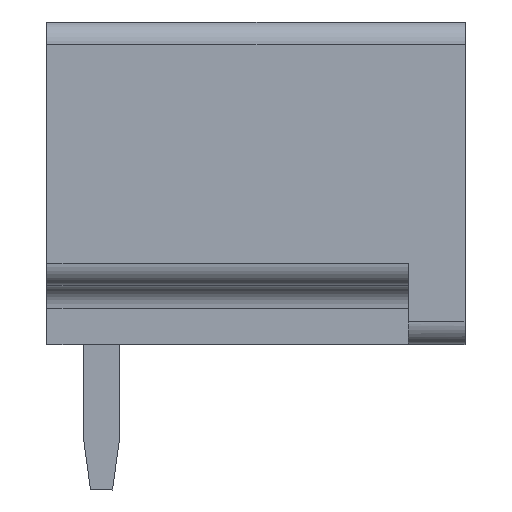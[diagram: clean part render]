
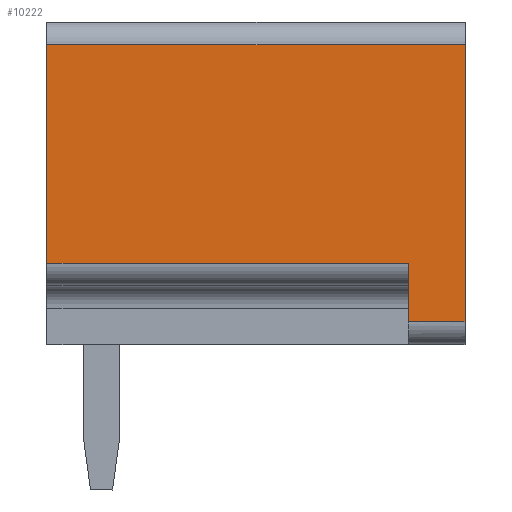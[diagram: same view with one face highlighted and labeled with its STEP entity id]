
A CAD part, left-side view. The second image highlights one B-rep face of the part: STEP entity #10222.
In plain terms, the highlighted planar face has unit normal (-1, 0, 0).
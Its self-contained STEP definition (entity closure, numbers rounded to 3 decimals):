
#10186=AXIS2_PLACEMENT_3D('Plane Axis2P3D',#10183,#10184,#10185) ;
#70=CARTESIAN_POINT('Vertex',(0.,0.,9.8)) ;
#73=CARTESIAN_POINT('Line Origine',(0.,0.,6.75)) ;
#77=CARTESIAN_POINT('Vertex',(0.,0.,3.7)) ;
#10168=CARTESIAN_POINT('Vertex',(0.,9.2,9.8)) ;
#10171=CARTESIAN_POINT('Line Origine',(0.,4.6,9.8)) ;
#10183=CARTESIAN_POINT('Axis2P3D Location',(0.,0.,9.8)) ;
#10188=CARTESIAN_POINT('Line Origine',(0.,5.225,4.99)) ;
#10192=CARTESIAN_POINT('Vertex',(0.,9.2,4.99)) ;
#10194=CARTESIAN_POINT('Vertex',(0.,1.25,4.99)) ;
#10197=CARTESIAN_POINT('Line Origine',(0.,1.25,4.345)) ;
#10201=CARTESIAN_POINT('Vertex',(0.,1.25,3.7)) ;
#10204=CARTESIAN_POINT('Line Origine',(0.,0.625,3.7)) ;
#10209=CARTESIAN_POINT('Line Origine',(0.,9.2,7.395)) ;
#74=DIRECTION('Vector Direction',(0.,0.,-1.)) ;
#10172=DIRECTION('Vector Direction',(0.,-1.,0.)) ;
#10184=DIRECTION('Axis2P3D Direction',(1.,-0.,0.)) ;
#10185=DIRECTION('Axis2P3D XDirection',(0.,0.,-1.)) ;
#10189=DIRECTION('Vector Direction',(0.,-1.,0.)) ;
#10198=DIRECTION('Vector Direction',(0.,0.,-1.)) ;
#10205=DIRECTION('Vector Direction',(0.,1.,0.)) ;
#10210=DIRECTION('Vector Direction',(0.,0.,-1.)) ;
#75=VECTOR('Line Direction',#74,1.) ;
#10173=VECTOR('Line Direction',#10172,1.) ;
#10190=VECTOR('Line Direction',#10189,1.) ;
#10199=VECTOR('Line Direction',#10198,1.) ;
#10206=VECTOR('Line Direction',#10205,1.) ;
#10211=VECTOR('Line Direction',#10210,1.) ;
#10215=ORIENTED_EDGE('',*,*,#10196,.T.) ;
#10216=ORIENTED_EDGE('',*,*,#10203,.T.) ;
#10217=ORIENTED_EDGE('',*,*,#10208,.F.) ;
#10218=ORIENTED_EDGE('',*,*,#79,.F.) ;
#10219=ORIENTED_EDGE('',*,*,#10175,.T.) ;
#10220=ORIENTED_EDGE('',*,*,#10213,.T.) ;
#10222=ADVANCED_FACE('HOUSING',(#10221),#10187,.F.) ;
#79=EDGE_CURVE('',#71,#78,#76,.T.) ;
#10175=EDGE_CURVE('',#71,#10169,#10174,.F.) ;
#10196=EDGE_CURVE('',#10193,#10195,#10191,.T.) ;
#10203=EDGE_CURVE('',#10195,#10202,#10200,.T.) ;
#10208=EDGE_CURVE('',#78,#10202,#10207,.T.) ;
#10213=EDGE_CURVE('',#10169,#10193,#10212,.T.) ;
#10214=EDGE_LOOP('',(#10215,#10216,#10217,#10218,#10219,#10220)) ;
#10221=FACE_OUTER_BOUND('',#10214,.T.) ;
#76=LINE('Line',#73,#75) ;
#10174=LINE('Line',#10171,#10173) ;
#10191=LINE('Line',#10188,#10190) ;
#10200=LINE('Line',#10197,#10199) ;
#10207=LINE('Line',#10204,#10206) ;
#10212=LINE('Line',#10209,#10211) ;
#10187=PLANE('',#10186) ;
#71=VERTEX_POINT('',#70) ;
#78=VERTEX_POINT('',#77) ;
#10169=VERTEX_POINT('',#10168) ;
#10193=VERTEX_POINT('',#10192) ;
#10195=VERTEX_POINT('',#10194) ;
#10202=VERTEX_POINT('',#10201) ;
